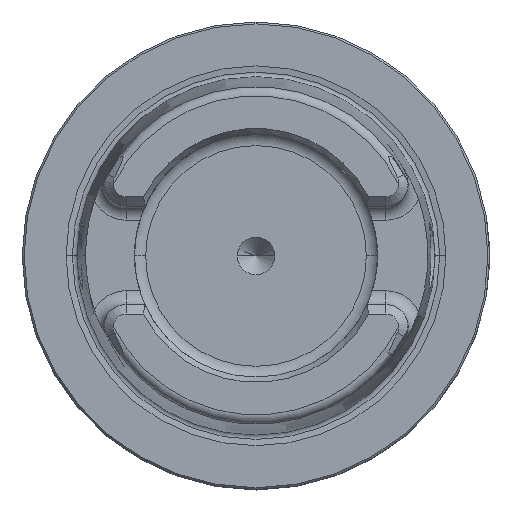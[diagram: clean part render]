
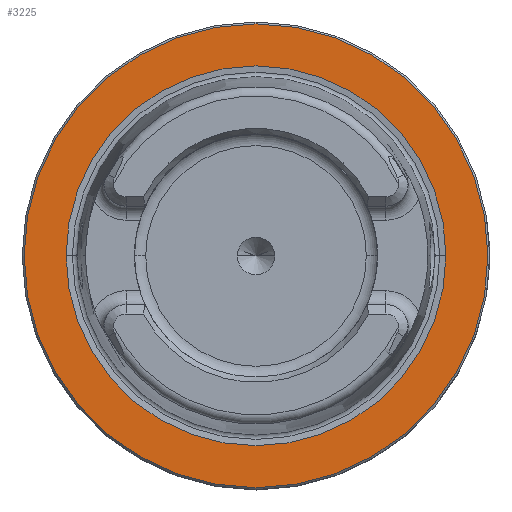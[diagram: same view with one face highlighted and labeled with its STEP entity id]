
A CAD part, top view. The second image highlights one B-rep face of the part: STEP entity #3225.
In plain terms, the highlighted planar face has unit normal (0, 0, 1).
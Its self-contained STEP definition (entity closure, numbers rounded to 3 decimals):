
#41=CARTESIAN_POINT('',(0.,0.,0.));
#42=DIRECTION('',(0.,0.,-1.));
#43=DIRECTION('',(1.,0.,0.));
#44=AXIS2_PLACEMENT_3D('',#41,#42,#43);
#64=CARTESIAN_POINT('',(0.,0.,0.));
#65=DIRECTION('',(0.,0.,1.));
#66=DIRECTION('',(1.,0.,0.));
#67=AXIS2_PLACEMENT_3D('',#64,#65,#66);
#2424=CARTESIAN_POINT('',(0.,0.,0.));
#2425=DIRECTION('',(0.,0.,1.));
#2426=DIRECTION('',(1.,0.,0.));
#2427=AXIS2_PLACEMENT_3D('',#2424,#2425,#2426);
#2440=CARTESIAN_POINT('',(0.,0.,0.));
#2441=DIRECTION('',(0.,0.,-1.));
#2442=DIRECTION('',(1.,0.,0.));
#2443=AXIS2_PLACEMENT_3D('',#2440,#2441,#2442);
#2955=CARTESIAN_POINT('',(20.308,0.,0.));
#2957=VERTEX_POINT('',#2955);
#2967=CARTESIAN_POINT('',(-20.308,0.,0.));
#2969=VERTEX_POINT('',#2967);
#3139=CARTESIAN_POINT('',(24.8,0.,0.));
#3140=CARTESIAN_POINT('',(-24.8,0.,0.));
#3141=VERTEX_POINT('',#3139);
#3142=VERTEX_POINT('',#3140);
#3208=CARTESIAN_POINT('',(0.,0.,0.));
#3209=DIRECTION('',(0.,0.,-1.));
#3210=DIRECTION('',(-1.,0.,0.));
#3211=AXIS2_PLACEMENT_3D('',#3208,#3209,#3210);
#3212=PLANE('',#3211);
#3214=ORIENTED_EDGE('',*,*,#3213,.F.);
#3216=ORIENTED_EDGE('',*,*,#3215,.T.);
#3217=EDGE_LOOP('',(#3214,#3216));
#3218=FACE_OUTER_BOUND('',#3217,.F.);
#3220=ORIENTED_EDGE('',*,*,#3219,.F.);
#3222=ORIENTED_EDGE('',*,*,#3221,.T.);
#3223=EDGE_LOOP('',(#3220,#3222));
#3224=FACE_BOUND('',#3223,.F.);
#45=CIRCLE('',#44,20.308);
#68=CIRCLE('',#67,20.308);
#2428=CIRCLE('',#2427,24.8);
#2444=CIRCLE('',#2443,24.8);
#3213=EDGE_CURVE('',#3141,#3142,#2428,.T.);
#3215=EDGE_CURVE('',#3141,#3142,#2444,.T.);
#3219=EDGE_CURVE('',#2957,#2969,#45,.T.);
#3221=EDGE_CURVE('',#2957,#2969,#68,.T.);
#3225=ADVANCED_FACE('',(#3218,#3224),#3212,.F.);
